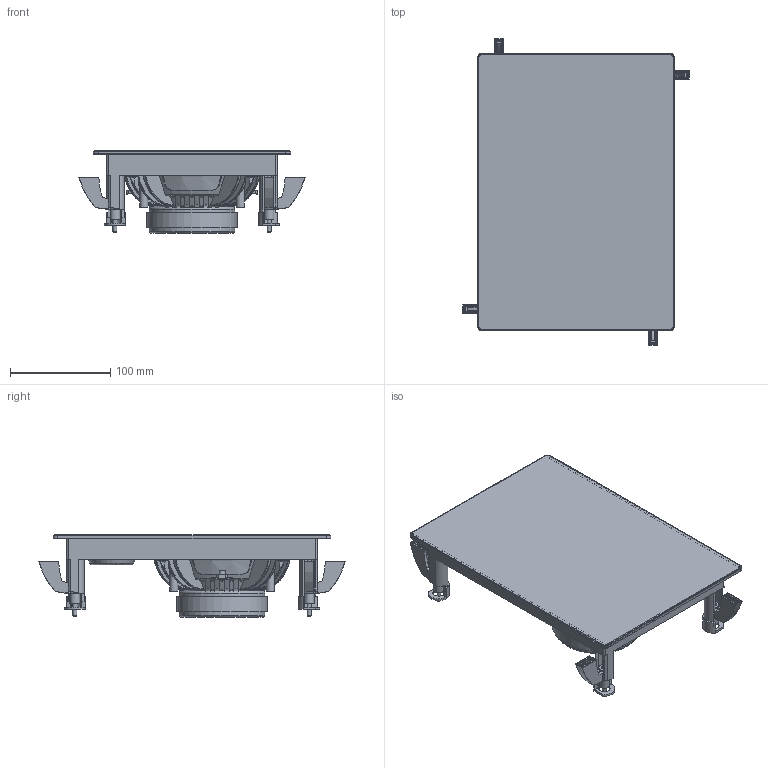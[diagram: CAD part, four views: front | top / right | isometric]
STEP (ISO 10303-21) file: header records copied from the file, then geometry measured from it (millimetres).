
FILE_DESCRIPTION(/* description */ (''),/* implementation_level */ '2;1');
FILE_NAME(/* name */ 'AUDAC-MERO6.stp',/* time_stamp */ '2021-03-16T16:16:28+01:00',/* author */ ('kamiel'),/* organization */ (''),/* preprocessor_version */ 'ST-DEVELOPER v18.1',/* originating_system */ 'Autodesk Inventor 2021',/* authorisation */ '');
FILE_SCHEMA (('AUTOMOTIVE_DESIGN { 1 0 10303 214 3 1 1 }'));
Products named in the file (1): AUDAC-MERO6
Bounding box: 225.5 x 305.5 x 82 mm (x, y, z)
Volume: 1186173.8 mm3; surface area: 265503.1 mm2
Topology: 5 solids, 32 shells, 1942 faces, 5360 edges, 3518 vertices
Faces by surface type: plane 1064, cone 311, cylinder 287, torus 178, bspline 89, sphere 13
Full cylindrical faces by diameter (mm): 1.8 x8, 3.4 x6, 3.571 x4, 4 x4, 4.5 x4, 5.5 x4, 6 x4, 6.3 x4, 7.2 x4, 8 x4, 9.8 x4, 11 x4, 11.5 x4, 85 x2, 90 x1
Entity records: 87406 total; most frequent: CARTESIAN_POINT 36942, ORIENTED_EDGE 10704, DIRECTION 9695, EDGE_CURVE 5352, VERTEX_POINT 3518, AXIS2_PLACEMENT_3D 3503, LINE 2689, VECTOR 2689
